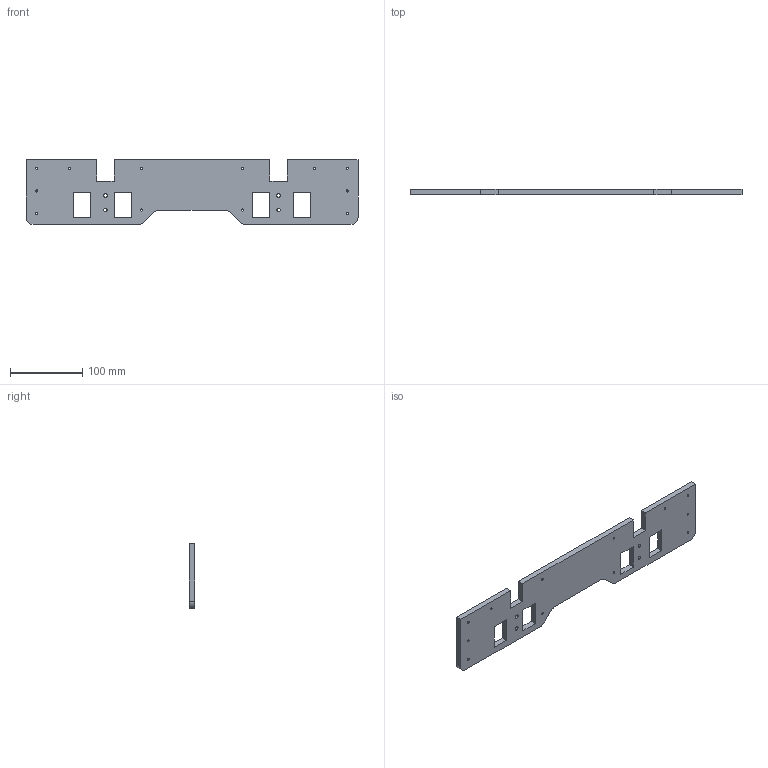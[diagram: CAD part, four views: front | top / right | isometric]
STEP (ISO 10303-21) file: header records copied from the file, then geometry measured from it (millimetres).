
FILE_DESCRIPTION(/* description */ (''),/* implementation_level */ '2;1');
FILE_NAME(/* name */ '底架下层边板.step',/* time_stamp */ '2022-10-08T20:03:28+08:00',/* author */ (''),/* organization */ (''),/* preprocessor_version */ 'ST-DEVELOPER v19',/* originating_system */ 'Autodesk Translation Framework v11.7.0.108',/* authorisation */ '');
FILE_SCHEMA (('AUTOMOTIVE_DESIGN { 1 0 10303 214 3 1 1 }'));
Length unit declared in the file: millimetre
Products named in the file (1): 底板2
Bounding box: 460 x 8 x 90 mm (x, y, z)
Volume: 272181.3 mm3; surface area: 83034.2 mm2
Topology: 1 solids, 1 shells, 56 faces, 162 edges, 108 vertices
Faces by surface type: plane 34, cylinder 22
Full cylindrical faces by diameter (mm): 3 x12, 5 x4
Entity records: 1963 total; most frequent: CARTESIAN_POINT 327, ORIENTED_EDGE 324, DIRECTION 320, EDGE_CURVE 162, LINE 118, VECTOR 118, VERTEX_POINT 108, AXIS2_PLACEMENT_3D 101
